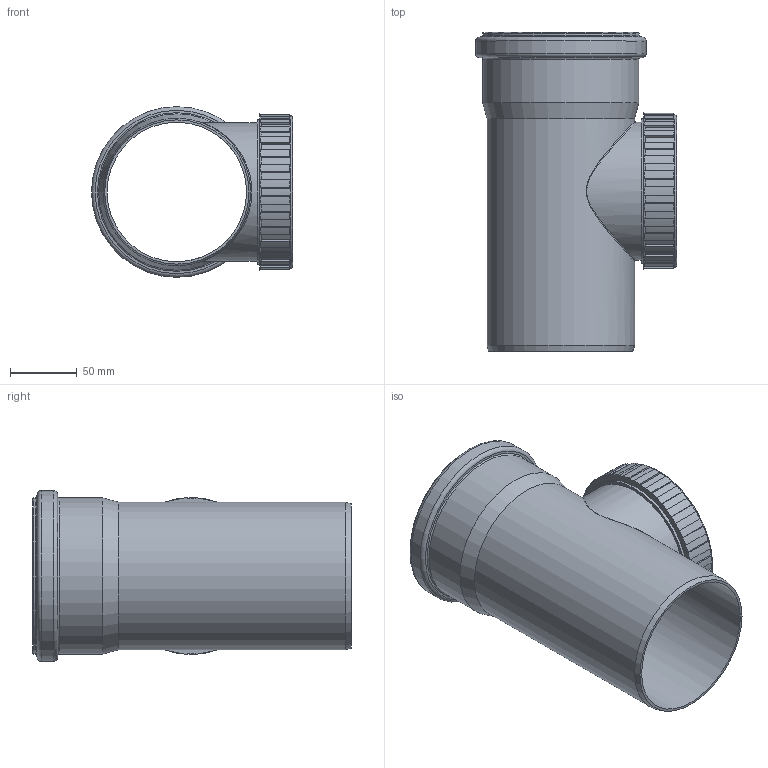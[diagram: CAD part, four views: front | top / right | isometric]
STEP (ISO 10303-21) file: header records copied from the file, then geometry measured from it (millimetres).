
FILE_DESCRIPTION(/* description */ (''),/* implementation_level */ '2;1');
FILE_NAME(/* name */ '175600 HTsafeRE DN_OD 110 Zusammenbau.stp',/* time_stamp */ '2017-03-13T12:02:21+01:00',/* author */ ('user1'),/* organization */ (''),/* preprocessor_version */ 'ST-DEVELOPER v16.1',/* originating_system */ 'Autodesk Inventor 2016',/* authorisation */ '');
FILE_SCHEMA (('AUTOMOTIVE_DESIGN { 1 0 10303 214 3 1 1 }'));
Length unit declared in the file: millimetre
Products named in the file (3): 115600 HTRE DN_OD 110; 115600 HTRE DN_OD 110 Deckel; 175600 HTsafeRE DN_OD 110 Zusammenbau
Assembly tree (2 placements, depth 2):
  175600 HTsafeRE DN_OD 110 Zusammenbau
    115600 HTRE DN_OD 110
    115600 HTRE DN_OD 110 Deckel
Bounding box: 150.33 x 238.5 x 127.6 mm (x, y, z)
Volume: 346411.3 mm3; surface area: 223157.9 mm2
Topology: 2 solids, 2 shells, 266 faces, 746 edges, 518 vertices
Faces by surface type: plane 145, cylinder 52, torus 46, cone 14, bspline 9
Full cylindrical faces by diameter (mm): 96.7 x1, 98 x1, 103.4 x2, 103.6 x1, 104 x1, 104.3 x1, 108 x2, 110.3 x1, 111 x1, 111.3 x2, 114 x1, 116.8 x1, 117.1 x1, 121.8 x1, 127.6 x1
Entity records: 9038 total; most frequent: CARTESIAN_POINT 2174, DIRECTION 1493, ORIENTED_EDGE 1340, EDGE_CURVE 670, AXIS2_PLACEMENT_3D 573, VERTEX_POINT 465, LINE 347, VECTOR 347
